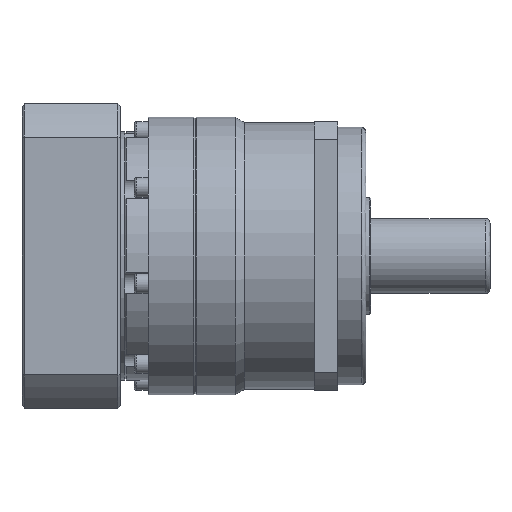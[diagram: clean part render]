
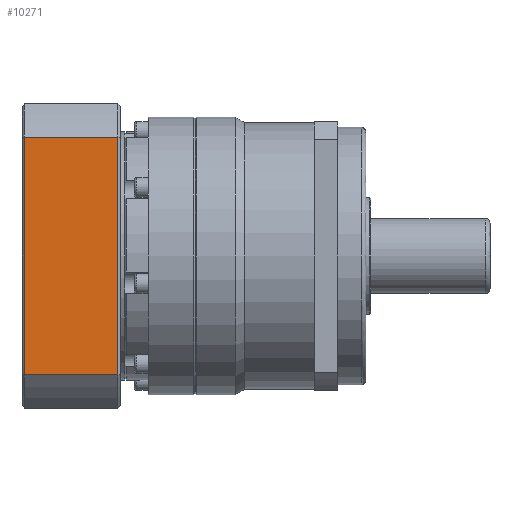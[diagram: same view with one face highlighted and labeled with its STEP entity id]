
A CAD part, front view. The second image highlights one B-rep face of the part: STEP entity #10271.
In plain terms, the highlighted planar face has unit normal (0, -1, 0).
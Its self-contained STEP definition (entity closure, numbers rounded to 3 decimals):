
#400 = AXIS2_PLACEMENT_3D ( 'NONE', #21013, #11275, #1344 ) ;
#530 = DIRECTION ( 'NONE',  ( 1., 0., 0. ) ) ;
#642 = CARTESIAN_POINT ( 'NONE',  ( -50.806, -65., 0. ) ) ;
#986 = LINE ( 'NONE', #3647, #11341 ) ;
#1039 = ORIENTED_EDGE ( 'NONE', *, *, #19620, .F. ) ;
#1344 = DIRECTION ( 'NONE',  ( -1., 0., 0. ) ) ;
#2139 = ORIENTED_EDGE ( 'NONE', *, *, #16211, .F. ) ;
#2500 = VECTOR ( 'NONE', #14774, 1000. ) ;
#3647 = CARTESIAN_POINT ( 'NONE',  ( -50.806, -65., 46. ) ) ;
#4164 = FACE_OUTER_BOUND ( 'NONE', #20584, .T. ) ;
#4763 = VERTEX_POINT ( 'NONE', #9580 ) ;
#6634 = VECTOR ( 'NONE', #20535, 1000. ) ;
#7166 = LINE ( 'NONE', #642, #6634 ) ;
#7759 = VERTEX_POINT ( 'NONE', #19735 ) ;
#8093 = VERTEX_POINT ( 'NONE', #11106 ) ;
#9220 = CARTESIAN_POINT ( 'NONE',  ( 50.806, -65., 6. ) ) ;
#9580 = CARTESIAN_POINT ( 'NONE',  ( -50.806, -65., 6. ) ) ;
#10271 = ADVANCED_FACE ( 'NONE', ( #4164 ), #14497, .F. ) ;
#10784 = LINE ( 'NONE', #11508, #2500 ) ;
#11106 = CARTESIAN_POINT ( 'NONE',  ( -50.806, -65., 46. ) ) ;
#11275 = DIRECTION ( 'NONE',  ( 0., 1., 0. ) ) ;
#11341 = VECTOR ( 'NONE', #530, 1000. ) ;
#11508 = CARTESIAN_POINT ( 'NONE',  ( 50.806, -65., 0. ) ) ;
#13958 = EDGE_CURVE ( 'NONE', #19368, #4763, #15546, .T. ) ;
#14497 = PLANE ( 'NONE',  #400 ) ;
#14774 = DIRECTION ( 'NONE',  ( 0., 0., -1. ) ) ;
#14896 = ORIENTED_EDGE ( 'NONE', *, *, #19227, .F. ) ;
#15546 = LINE ( 'NONE', #20593, #18849 ) ;
#16211 = EDGE_CURVE ( 'NONE', #4763, #8093, #7166, .T. ) ;
#18301 = ORIENTED_EDGE ( 'NONE', *, *, #13958, .F. ) ;
#18849 = VECTOR ( 'NONE', #18951, 1000. ) ;
#18951 = DIRECTION ( 'NONE',  ( -1., 0., 0. ) ) ;
#19227 = EDGE_CURVE ( 'NONE', #8093, #7759, #986, .T. ) ;
#19368 = VERTEX_POINT ( 'NONE', #9220 ) ;
#19620 = EDGE_CURVE ( 'NONE', #7759, #19368, #10784, .T. ) ;
#19735 = CARTESIAN_POINT ( 'NONE',  ( 50.806, -65., 46. ) ) ;
#20535 = DIRECTION ( 'NONE',  ( 0., 0., 1. ) ) ;
#20584 = EDGE_LOOP ( 'NONE', ( #1039, #14896, #2139, #18301 ) ) ;
#20593 = CARTESIAN_POINT ( 'NONE',  ( -25.403, -65., 6. ) ) ;
#21013 = CARTESIAN_POINT ( 'NONE',  ( -50.806, -65., 47. ) ) ;
